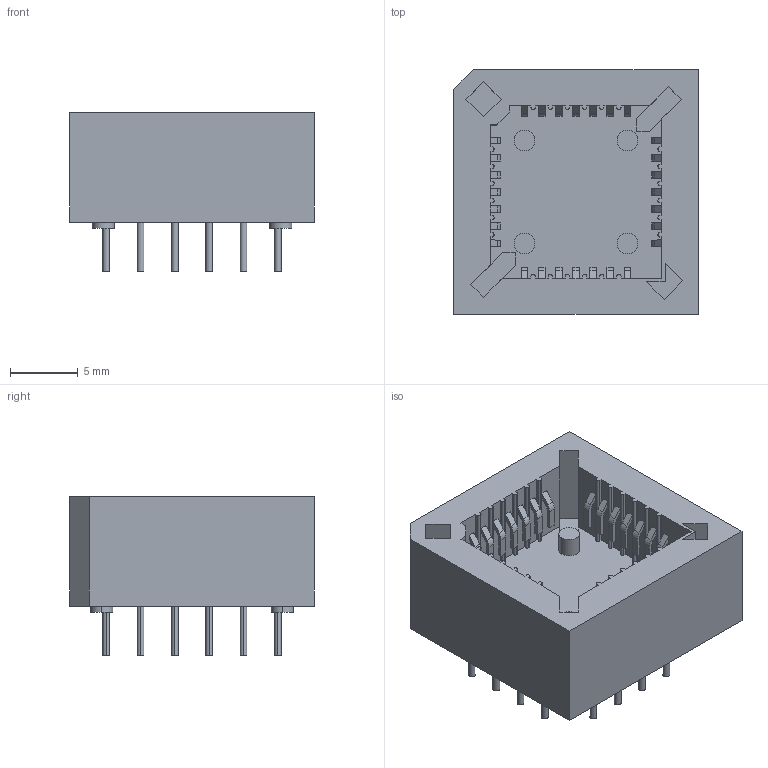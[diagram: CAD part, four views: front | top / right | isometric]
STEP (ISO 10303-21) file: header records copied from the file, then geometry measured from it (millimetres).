
FILE_DESCRIPTION(('FreeCAD Model'),'2;1');
FILE_NAME('Open CASCADE Shape Model','2023-10-09T17:30:11',('Author'),( ''),'Open CASCADE STEP processor 7.5','FreeCAD','Unknown');
FILE_SCHEMA(('AUTOMOTIVE_DESIGN { 1 0 10303 214 1 1 1 1 }'));
Length unit declared in the file: millimetre
Products named in the file (1): C-1-822473-2
Bounding box: 18.1 x 18.1 x 11.75 mm (x, y, z)
Volume: 1752.8 mm3; surface area: 2020 mm2
Topology: 1 solids, 1 shells, 542 faces, 1419 edges, 946 vertices
Faces by surface type: plane 366, cylinder 176
Entity records: 18120 total; most frequent: CARTESIAN_POINT 2908, DIRECTION 2857, ORIENTED_EDGE 2838, EDGE_CURVE 1419, LINE 1067, VECTOR 1067, VERTEX_POINT 946, AXIS2_PLACEMENT_3D 895
